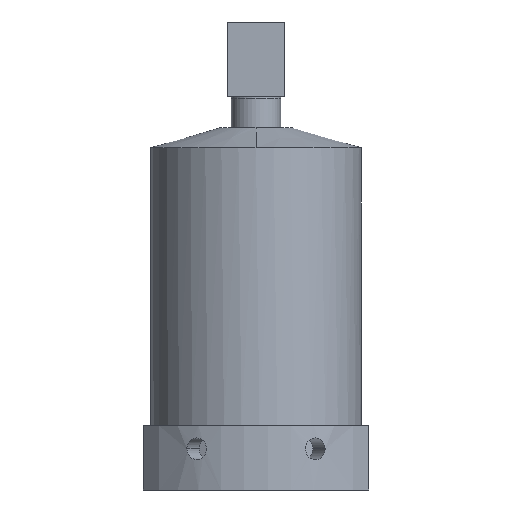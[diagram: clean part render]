
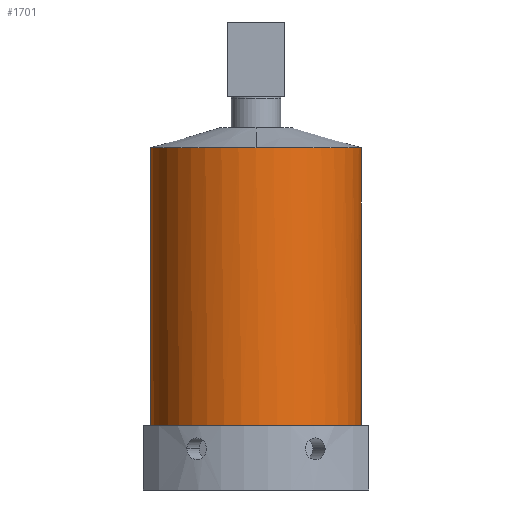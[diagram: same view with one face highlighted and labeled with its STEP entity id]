
A CAD part, left-side view. The second image highlights one B-rep face of the part: STEP entity #1701.
In plain terms, the highlighted cylindrical face has radius 40.45 mm (diameter 80.899 mm), a partial arc.
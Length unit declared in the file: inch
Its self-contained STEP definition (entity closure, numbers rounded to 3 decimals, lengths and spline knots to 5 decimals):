
#170=CARTESIAN_POINT('',(0.,0.,5.17));
#171=DIRECTION('',(0.,0.,1.));
#172=DIRECTION('',(-1.,0.,0.));
#173=AXIS2_PLACEMENT_3D('',#170,#171,#172);
#178=CARTESIAN_POINT('',(0.,0.,5.17));
#179=DIRECTION('',(0.,0.,1.));
#180=DIRECTION('',(0.065,-0.998,0.));
#181=AXIS2_PLACEMENT_3D('',#178,#179,#180);
#186=DIRECTION('',(0.,0.,1.));
#187=VECTOR('',#186,3.48892);
#188=CARTESIAN_POINT('',(0.104,-1.5891,1.68108));
#189=LINE('',#188,#187);
#200=CARTESIAN_POINT('',(0.104,-1.5891,5.17));
#210=CARTESIAN_POINT('',(0.,0.,0.97));
#211=DIRECTION('',(0.,0.,-1.));
#212=DIRECTION('',(0.065,0.998,0.));
#213=AXIS2_PLACEMENT_3D('',#210,#211,#212);
#640=CARTESIAN_POINT('',(-0.104,1.5891,5.17));
#650=DIRECTION('',(0.,0.,1.));
#651=VECTOR('',#650,4.2);
#652=CARTESIAN_POINT('',(-0.104,1.5891,0.97));
#653=LINE('',#652,#651);
#673=DIRECTION('',(0.,0.,1.));
#674=VECTOR('',#673,4.2);
#675=CARTESIAN_POINT('',(0.104,1.5891,0.97));
#676=LINE('',#675,#674);
#685=CARTESIAN_POINT('',(0.104,1.5891,5.17));
#704=CARTESIAN_POINT('',(0.,0.,5.17));
#705=DIRECTION('',(0.,0.,1.));
#706=DIRECTION('',(1.,0.,0.));
#707=AXIS2_PLACEMENT_3D('',#704,#705,#706);
#726=CARTESIAN_POINT('',(0.,0.,5.17));
#727=DIRECTION('',(0.,0.,1.));
#728=DIRECTION('',(-0.065,0.998,0.));
#729=AXIS2_PLACEMENT_3D('',#726,#727,#728);
#947=DIRECTION('',(0.,0.,1.));
#948=VECTOR('',#947,3.48892);
#949=CARTESIAN_POINT('',(-0.104,-1.5891,1.68108));
#950=LINE('',#949,#948);
#959=CARTESIAN_POINT('',(-0.104,-1.5891,5.17));
#1011=CARTESIAN_POINT('',(0.104,-1.5891,1.68108));
#1012=CARTESIAN_POINT('',(0.10991,-1.58871,
1.67394));
#1013=CARTESIAN_POINT('',(0.12024,-1.58797,
1.65845));
#1014=CARTESIAN_POINT('',(0.13066,-1.58714,
1.63257));
#1015=CARTESIAN_POINT('',(0.13557,-1.58672,
1.60514));
#1016=CARTESIAN_POINT('',(0.13479,-1.58679,
1.57728));
#1017=CARTESIAN_POINT('',(0.12834,-1.58733,
1.55015));
#1018=CARTESIAN_POINT('',(0.11648,-1.58826,
1.52487));
#1019=CARTESIAN_POINT('',(0.09967,-1.58942,
1.50254));
#1020=CARTESIAN_POINT('',(0.07865,-1.59061,
1.4841));
#1021=CARTESIAN_POINT('',(0.05433,-1.59164,
1.47037));
#1022=CARTESIAN_POINT('',(0.02774,-1.59234,
1.46191));
#1023=CARTESIAN_POINT('',(0.00002,-1.59258,
1.45905));
#1024=CARTESIAN_POINT('',(-0.02771,-1.59234,
1.4619));
#1025=CARTESIAN_POINT('',(-0.0543,-1.59164,
1.47036));
#1026=CARTESIAN_POINT('',(-0.07863,-1.59061,
1.48408));
#1027=CARTESIAN_POINT('',(-0.09965,-1.58942,
1.50251));
#1028=CARTESIAN_POINT('',(-0.11646,-1.58826,
1.52484));
#1029=CARTESIAN_POINT('',(-0.12833,-1.58733,
1.55012));
#1030=CARTESIAN_POINT('',(-0.13479,-1.58679,
1.57724));
#1031=CARTESIAN_POINT('',(-0.13558,-1.58672,
1.6051));
#1032=CARTESIAN_POINT('',(-0.13067,-1.58714,
1.63254));
#1033=CARTESIAN_POINT('',(-0.12025,-1.58797,
1.65844));
#1034=CARTESIAN_POINT('',(-0.10991,-1.58871,
1.67393));
#1035=CARTESIAN_POINT('',(-0.104,-1.5891,1.68108));
#1402=CARTESIAN_POINT('',(-1.5925,0.,5.17));
#1403=VERTEX_POINT('',#1402);
#1404=CARTESIAN_POINT('',(1.5925,0.,5.17));
#1405=VERTEX_POINT('',#1404);
#1474=VERTEX_POINT('',#200);
#1481=VERTEX_POINT('',#959);
#1486=CARTESIAN_POINT('',(0.104,-1.5891,1.68108));
#1487=VERTEX_POINT('',#1486);
#1496=CARTESIAN_POINT('',(-0.104,-1.5891,1.68108));
#1497=VERTEX_POINT('',#1496);
#1499=CARTESIAN_POINT('',(-0.104,1.5891,0.97));
#1501=VERTEX_POINT('',#1499);
#1503=CARTESIAN_POINT('',(0.104,1.5891,0.97));
#1505=VERTEX_POINT('',#1503);
#1506=VERTEX_POINT('',#640);
#1513=VERTEX_POINT('',#685);
#1677=CARTESIAN_POINT('',(0.,0.,5.47));
#1678=DIRECTION('',(0.,0.,1.));
#1679=DIRECTION('',(1.,0.,0.));
#1680=AXIS2_PLACEMENT_3D('',#1677,#1678,#1679);
#1681=CYLINDRICAL_SURFACE('',#1680,1.5925);
#1683=ORIENTED_EDGE('',*,*,#1682,.T.);
#1685=ORIENTED_EDGE('',*,*,#1684,.T.);
#1687=ORIENTED_EDGE('',*,*,#1686,.T.);
#1688=ORIENTED_EDGE('',*,*,#1650,.T.);
#1690=ORIENTED_EDGE('',*,*,#1689,.F.);
#1692=ORIENTED_EDGE('',*,*,#1691,.F.);
#1693=ORIENTED_EDGE('',*,*,#1667,.T.);
#1694=ORIENTED_EDGE('',*,*,#1657,.T.);
#1696=ORIENTED_EDGE('',*,*,#1695,.T.);
#1698=ORIENTED_EDGE('',*,*,#1697,.F.);
#1699=EDGE_LOOP('',(#1683,#1685,#1687,#1688,#1690,#1692,#1693,#1694,#1696,
#1698));
#1700=FACE_OUTER_BOUND('',#1699,.F.);
#1701=ADVANCED_FACE('',(#1700),#1681,.T.);
#174=CIRCLE('',#173,1.5925);
#182=CIRCLE('',#181,1.5925);
#214=CIRCLE('',#213,1.5925);
#708=CIRCLE('',#707,1.5925);
#730=CIRCLE('',#729,1.5925);
#1036=B_SPLINE_CURVE_WITH_KNOTS('',3,(#1011,#1012,#1013,#1014,#1015,#1016,#1017,
#1018,#1019,#1020,#1021,#1022,#1023,#1024,#1025,#1026,#1027,#1028,#1029,#1030,
#1031,#1032,#1033,#1034,#1035),.UNSPECIFIED.,.F.,.F.,(4,1,1,1,1,1,1,1,1,1,1,1,1,
1,1,1,1,1,1,1,1,1,4),(0.,0.04545,0.09091,
0.13636,0.18182,0.22727,0.27273,
0.31818,0.36364,0.40909,0.45455,0.5,
0.54545,0.59091,0.63636,0.68182,
0.72727,0.77273,0.81818,0.86364,
0.90909,0.95455,1.),.UNSPECIFIED.);
#1650=EDGE_CURVE('',#1403,#1481,#174,.T.);
#1657=EDGE_CURVE('',#1474,#1405,#182,.T.);
#1667=EDGE_CURVE('',#1487,#1474,#189,.T.);
#1682=EDGE_CURVE('',#1505,#1501,#214,.T.);
#1684=EDGE_CURVE('',#1501,#1506,#653,.T.);
#1686=EDGE_CURVE('',#1506,#1403,#730,.T.);
#1689=EDGE_CURVE('',#1497,#1481,#950,.T.);
#1691=EDGE_CURVE('',#1487,#1497,#1036,.T.);
#1695=EDGE_CURVE('',#1405,#1513,#708,.T.);
#1697=EDGE_CURVE('',#1505,#1513,#676,.T.);
